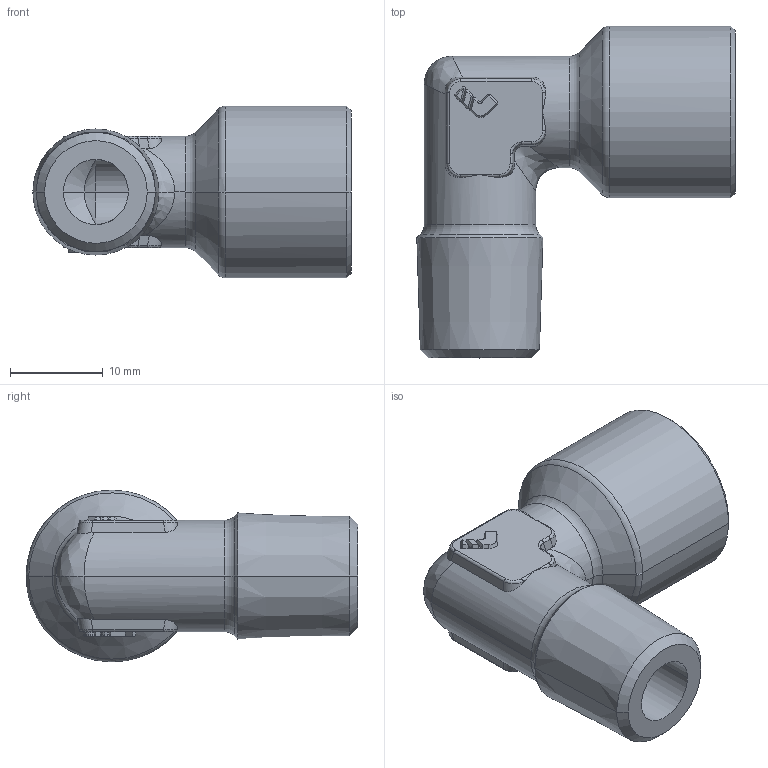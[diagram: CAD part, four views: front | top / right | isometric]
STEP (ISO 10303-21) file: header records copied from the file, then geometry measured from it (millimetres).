
FILE_DESCRIPTION(('STEP AP214'),'1');
FILE_NAME('1844_13_13.stp','2016-07-07T14:19:43',('TraceParts'),('TraceParts S.A.'),'Spatial InterOp 3D',' ',' ');
FILE_SCHEMA(('automotive_design'));
Length unit declared in the file: millimetre
Products named in the file (1): Solide1
Bounding box: 34.29 x 35.75 x 18.5 mm (x, y, z)
Volume: 5899.4 mm3; surface area: 4130.6 mm2
Topology: 1 solids, 1 shells, 272 faces, 736 edges, 474 vertices
Faces by surface type: plane 172, cylinder 40, cone 38, bspline 16, torus 6
Entity records: 12569 total; most frequent: CARTESIAN_POINT 3603, ORIENTED_EDGE 1472, DIRECTION 1320, EDGE_CURVE 736, LINE 544, VECTOR 544, VERTEX_POINT 474, AXIS2_PLACEMENT_3D 388
